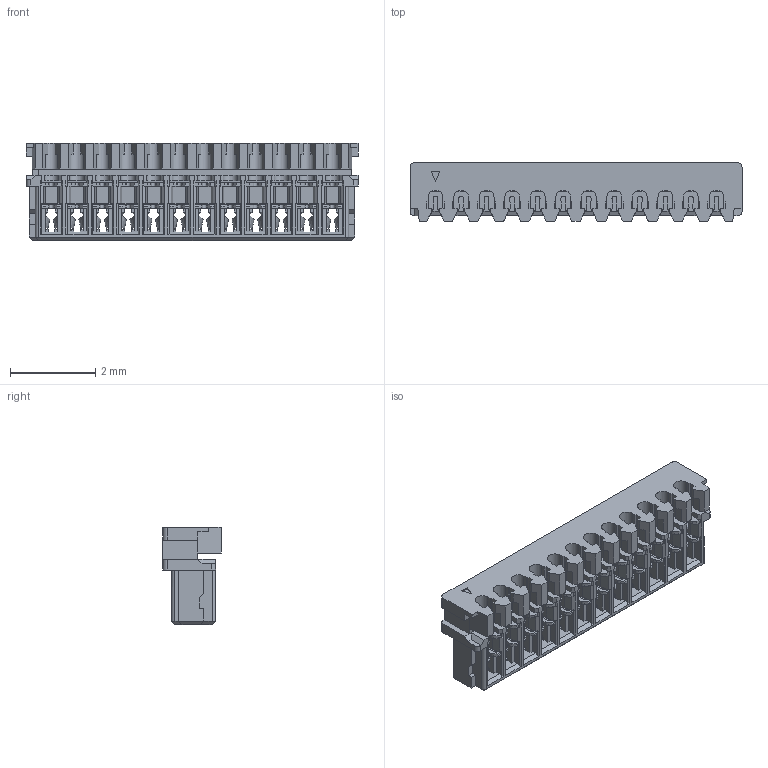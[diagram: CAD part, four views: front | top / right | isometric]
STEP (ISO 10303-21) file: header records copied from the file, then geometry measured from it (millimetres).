
FILE_DESCRIPTION(('CoCreate Modeling STEP Export'),'2;1');
FILE_NAME('WB0611H-12.stp','2021-09-09T11:37:19',(''),(''),'CoCreate Modeling STEP processor for AP214 (Solid Model)','CoCreate Modeling 16.00 13-May-2008 (C) Parametric Technology GmbH','');
FILE_SCHEMA(('AUTOMOTIVE_DESIGN { 1 0 10303 214 1 1 1 1 }'));
Products named in the file (2): WB0611H-12XXXX
Assembly tree (1 placements, depth 2):
  WB0611H-12XXXX
    WB0611H-12XXXX
Bounding box: 7.8 x 1.37 x 2.28 mm (x, y, z)
Volume: 12.4 mm3; surface area: 133.2 mm2
Topology: 1 solids, 1 shells, 2016 faces, 5831 edges, 3747 vertices
Faces by surface type: plane 1550, cylinder 370, bspline 96
Entity records: 64392 total; most frequent: CARTESIAN_POINT 12236, ORIENTED_EDGE 11662, DIRECTION 9769, EDGE_CURVE 5831, VECTOR 4869, LINE 4869, VERTEX_POINT 3747, AXIS2_PLACEMENT_3D 2450
